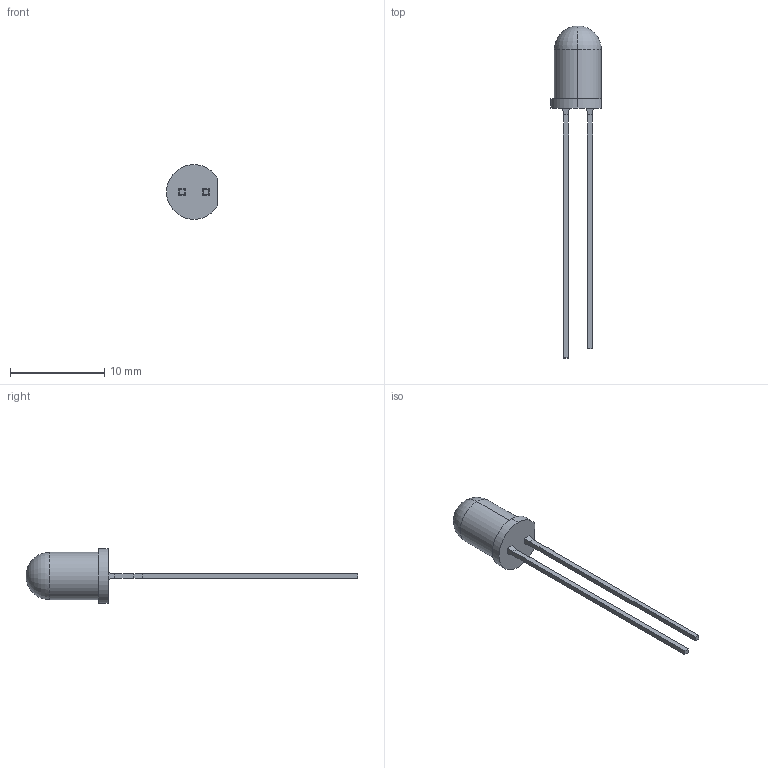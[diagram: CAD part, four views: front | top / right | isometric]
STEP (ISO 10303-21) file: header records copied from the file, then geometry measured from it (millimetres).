
FILE_DESCRIPTION (( 'STEP AP214' ), '1' );
FILE_NAME ('TSAL6100.STEP', '2022-02-16T05:14:17', ( '' ), ( '' ), 'SwSTEP 2.0', 'SolidWorks 2018', '' );
FILE_SCHEMA (( 'AUTOMOTIVE_DESIGN' ));
Length unit declared in the file: millimetre
Products named in the file (2): TSAL6100
Bounding box: 5.4 x 35.2 x 5.8 mm (x, y, z)
Volume: 173.8 mm3; surface area: 275.3 mm2
Topology: 1 solids, 1 shells, 45 faces, 112 edges, 71 vertices
Faces by surface type: plane 38, cylinder 5, torus 2
Entity records: 1857 total; most frequent: CARTESIAN_POINT 230, ORIENTED_EDGE 224, DIRECTION 221, EDGE_CURVE 112, VECTOR 97, LINE 97, VERTEX_POINT 71, AXIS2_PLACEMENT_3D 62
